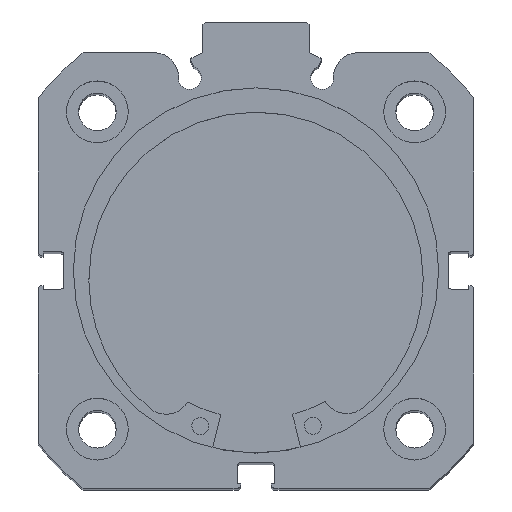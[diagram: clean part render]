
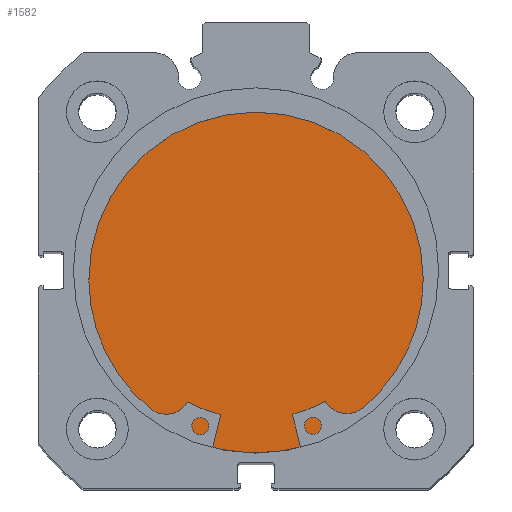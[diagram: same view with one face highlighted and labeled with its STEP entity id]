
A CAD part, top view. The second image highlights one B-rep face of the part: STEP entity #1582.
In plain terms, the highlighted face is planar.
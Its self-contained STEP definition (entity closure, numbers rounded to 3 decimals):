
#165 = AXIS2_PLACEMENT_3D ( 'NONE', #6172, #6173, #6174 ) ;
#184 = AXIS2_PLACEMENT_3D ( 'NONE', #6238, #6246, #6247 ) ;
#755 = CIRCLE ( 'NONE', #165, 32.5 ) ;
#795 = CIRCLE ( 'NONE', #184, 32.5 ) ;
#941 = CARTESIAN_POINT ( 'NONE',  ( 9.5, 0., -32.5 ) ) ;
#952 = CARTESIAN_POINT ( 'NONE',  ( 9.5, 0., 32.5 ) ) ;
#1582 = ADVANCED_FACE ( 'NONE', ( #2368 ), #3338, .F. ) ;
#1825 = ORIENTED_EDGE ( 'NONE', *, *, #4757, .F. ) ;
#1998 = ORIENTED_EDGE ( 'NONE', *, *, #4785, .F. ) ;
#2368 = FACE_OUTER_BOUND ( 'NONE', #6787, .T. ) ;
#3337 = CARTESIAN_POINT ( 'NONE',  ( 9.5, 32.5, 0. ) ) ;
#3338 = PLANE ( 'NONE',  #4897 ) ;
#3340 = DIRECTION ( 'NONE',  ( -1., 0., 0. ) ) ;
#3341 = DIRECTION ( 'NONE',  ( 0., 0., 1. ) ) ;
#4757 = EDGE_CURVE ( 'NONE', #6386, #6375, #755, .T. ) ;
#4785 = EDGE_CURVE ( 'NONE', #6375, #6386, #795, .T. ) ;
#4897 = AXIS2_PLACEMENT_3D ( 'NONE', #3337, #3340, #3341 ) ;
#6172 = CARTESIAN_POINT ( 'NONE',  ( 9.5, 0., 0. ) ) ;
#6173 = DIRECTION ( 'NONE',  ( -1., 0., 0. ) ) ;
#6174 = DIRECTION ( 'NONE',  ( 0., 0., 1. ) ) ;
#6238 = CARTESIAN_POINT ( 'NONE',  ( 9.5, 0., 0. ) ) ;
#6246 = DIRECTION ( 'NONE',  ( -1., 0., 0. ) ) ;
#6247 = DIRECTION ( 'NONE',  ( 0., 0., 1. ) ) ;
#6375 = VERTEX_POINT ( 'NONE', #941 ) ;
#6386 = VERTEX_POINT ( 'NONE', #952 ) ;
#6787 = EDGE_LOOP ( 'NONE', ( #1825, #1998 ) ) ;
